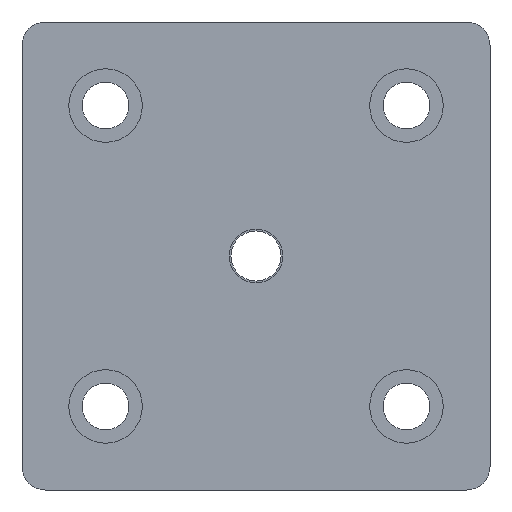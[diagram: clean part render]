
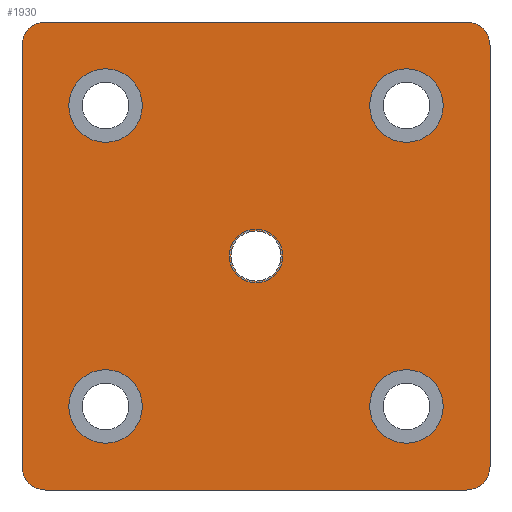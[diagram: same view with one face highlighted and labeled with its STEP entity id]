
A CAD part, left-side view. The second image highlights one B-rep face of the part: STEP entity #1930.
In plain terms, the highlighted planar face has unit normal (-1, 0, 0).
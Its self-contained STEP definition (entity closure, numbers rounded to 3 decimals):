
#1=CARTESIAN_POINT('',(0.,31.5,-31.5));
#2=DIRECTION('',(1.,0.,0.));
#3=DIRECTION('',(0.,0.,-1.));
#4=AXIS2_PLACEMENT_3D('',#1,#2,#3);
#6=DIRECTION('',(0.,0.,1.));
#7=VECTOR('',#6,63.);
#8=CARTESIAN_POINT('',(0.,35.,-31.5));
#9=LINE('',#8,#7);
#10=CARTESIAN_POINT('',(0.,31.5,31.5));
#11=DIRECTION('',(1.,0.,0.));
#12=DIRECTION('',(0.,1.,0.));
#13=AXIS2_PLACEMENT_3D('',#10,#11,#12);
#15=DIRECTION('',(0.,-1.,0.));
#16=VECTOR('',#15,63.);
#17=CARTESIAN_POINT('',(0.,31.5,35.));
#18=LINE('',#17,#16);
#19=CARTESIAN_POINT('',(0.,-31.5,31.5));
#20=DIRECTION('',(1.,0.,0.));
#21=DIRECTION('',(0.,0.,1.));
#22=AXIS2_PLACEMENT_3D('',#19,#20,#21);
#24=DIRECTION('',(0.,0.,-1.));
#25=VECTOR('',#24,63.);
#26=CARTESIAN_POINT('',(0.,-35.,31.5));
#27=LINE('',#26,#25);
#28=CARTESIAN_POINT('',(0.,-31.5,-31.5));
#29=DIRECTION('',(1.,0.,0.));
#30=DIRECTION('',(0.,-1.,0.));
#31=AXIS2_PLACEMENT_3D('',#28,#29,#30);
#33=DIRECTION('',(0.,1.,0.));
#34=VECTOR('',#33,63.);
#35=CARTESIAN_POINT('',(0.,-31.5,-35.));
#36=LINE('',#35,#34);
#37=CARTESIAN_POINT('',(0.,0.,0.));
#38=DIRECTION('',(1.,0.,0.));
#39=DIRECTION('',(0.,-1.,0.));
#40=AXIS2_PLACEMENT_3D('',#37,#38,#39);
#42=CARTESIAN_POINT('',(0.,0.,0.));
#43=DIRECTION('',(1.,0.,0.));
#44=DIRECTION('',(0.,1.,0.));
#45=AXIS2_PLACEMENT_3D('',#42,#43,#44);
#47=CARTESIAN_POINT('',(0.,-22.5,-22.5));
#48=DIRECTION('',(-1.,0.,0.));
#49=DIRECTION('',(0.,1.,0.));
#50=AXIS2_PLACEMENT_3D('',#47,#48,#49);
#52=CARTESIAN_POINT('',(0.,-22.5,-22.5));
#53=DIRECTION('',(-1.,0.,0.));
#54=DIRECTION('',(0.,-1.,0.));
#55=AXIS2_PLACEMENT_3D('',#52,#53,#54);
#57=CARTESIAN_POINT('',(0.,22.5,-22.5));
#58=DIRECTION('',(-1.,0.,0.));
#59=DIRECTION('',(0.,1.,0.));
#60=AXIS2_PLACEMENT_3D('',#57,#58,#59);
#62=CARTESIAN_POINT('',(0.,22.5,-22.5));
#63=DIRECTION('',(-1.,0.,0.));
#64=DIRECTION('',(0.,-1.,0.));
#65=AXIS2_PLACEMENT_3D('',#62,#63,#64);
#67=CARTESIAN_POINT('',(0.,22.5,22.5));
#68=DIRECTION('',(-1.,0.,0.));
#69=DIRECTION('',(0.,1.,0.));
#70=AXIS2_PLACEMENT_3D('',#67,#68,#69);
#72=CARTESIAN_POINT('',(0.,22.5,22.5));
#73=DIRECTION('',(-1.,0.,0.));
#74=DIRECTION('',(0.,-1.,0.));
#75=AXIS2_PLACEMENT_3D('',#72,#73,#74);
#77=CARTESIAN_POINT('',(0.,-22.5,22.5));
#78=DIRECTION('',(-1.,0.,0.));
#79=DIRECTION('',(0.,1.,0.));
#80=AXIS2_PLACEMENT_3D('',#77,#78,#79);
#82=CARTESIAN_POINT('',(0.,-22.5,22.5));
#83=DIRECTION('',(-1.,0.,0.));
#84=DIRECTION('',(0.,-1.,0.));
#85=AXIS2_PLACEMENT_3D('',#82,#83,#84);
#1445=CARTESIAN_POINT('',(0.,31.5,-35.));
#1446=CARTESIAN_POINT('',(0.,35.,-31.5));
#1447=VERTEX_POINT('',#1445);
#1448=VERTEX_POINT('',#1446);
#1449=CARTESIAN_POINT('',(0.,35.,31.5));
#1450=VERTEX_POINT('',#1449);
#1451=CARTESIAN_POINT('',(0.,31.5,35.));
#1452=VERTEX_POINT('',#1451);
#1453=CARTESIAN_POINT('',(0.,-31.5,35.));
#1454=VERTEX_POINT('',#1453);
#1455=CARTESIAN_POINT('',(0.,-35.,31.5));
#1456=VERTEX_POINT('',#1455);
#1457=CARTESIAN_POINT('',(0.,-35.,-31.5));
#1458=VERTEX_POINT('',#1457);
#1459=CARTESIAN_POINT('',(0.,-31.5,-35.));
#1460=VERTEX_POINT('',#1459);
#1493=CARTESIAN_POINT('',(0.,-3.75,0.));
#1494=CARTESIAN_POINT('',(0.,3.75,0.));
#1495=VERTEX_POINT('',#1493);
#1496=VERTEX_POINT('',#1494);
#1517=CARTESIAN_POINT('',(0.,-17.,-22.5));
#1518=CARTESIAN_POINT('',(0.,-28.,-22.5));
#1519=VERTEX_POINT('',#1517);
#1520=VERTEX_POINT('',#1518);
#1521=CARTESIAN_POINT('',(0.,28.,-22.5));
#1522=CARTESIAN_POINT('',(0.,17.,-22.5));
#1523=VERTEX_POINT('',#1521);
#1524=VERTEX_POINT('',#1522);
#1525=CARTESIAN_POINT('',(0.,28.,22.5));
#1526=CARTESIAN_POINT('',(0.,17.,22.5));
#1527=VERTEX_POINT('',#1525);
#1528=VERTEX_POINT('',#1526);
#1529=CARTESIAN_POINT('',(0.,-17.,22.5));
#1530=CARTESIAN_POINT('',(0.,-28.,22.5));
#1531=VERTEX_POINT('',#1529);
#1532=VERTEX_POINT('',#1530);
#1877=CARTESIAN_POINT('',(0.,0.,0.));
#1878=DIRECTION('',(1.,0.,0.));
#1879=DIRECTION('',(0.,-1.,0.));
#1880=AXIS2_PLACEMENT_3D('',#1877,#1878,#1879);
#1881=PLANE('',#1880);
#1883=ORIENTED_EDGE('',*,*,#1882,.T.);
#1885=ORIENTED_EDGE('',*,*,#1884,.T.);
#1887=ORIENTED_EDGE('',*,*,#1886,.T.);
#1889=ORIENTED_EDGE('',*,*,#1888,.T.);
#1891=ORIENTED_EDGE('',*,*,#1890,.T.);
#1893=ORIENTED_EDGE('',*,*,#1892,.T.);
#1895=ORIENTED_EDGE('',*,*,#1894,.T.);
#1897=ORIENTED_EDGE('',*,*,#1896,.T.);
#1898=EDGE_LOOP('',(#1883,#1885,#1887,#1889,#1891,#1893,#1895,#1897));
#1899=FACE_OUTER_BOUND('',#1898,.F.);
#1901=ORIENTED_EDGE('',*,*,#1900,.F.);
#1903=ORIENTED_EDGE('',*,*,#1902,.F.);
#1904=EDGE_LOOP('',(#1901,#1903));
#1905=FACE_BOUND('',#1904,.F.);
#1907=ORIENTED_EDGE('',*,*,#1906,.T.);
#1909=ORIENTED_EDGE('',*,*,#1908,.T.);
#1910=EDGE_LOOP('',(#1907,#1909));
#1911=FACE_BOUND('',#1910,.F.);
#1913=ORIENTED_EDGE('',*,*,#1912,.T.);
#1915=ORIENTED_EDGE('',*,*,#1914,.T.);
#1916=EDGE_LOOP('',(#1913,#1915));
#1917=FACE_BOUND('',#1916,.F.);
#1919=ORIENTED_EDGE('',*,*,#1918,.T.);
#1921=ORIENTED_EDGE('',*,*,#1920,.T.);
#1922=EDGE_LOOP('',(#1919,#1921));
#1923=FACE_BOUND('',#1922,.F.);
#1925=ORIENTED_EDGE('',*,*,#1924,.T.);
#1927=ORIENTED_EDGE('',*,*,#1926,.T.);
#1928=EDGE_LOOP('',(#1925,#1927));
#1929=FACE_BOUND('',#1928,.F.);
#1930=ADVANCED_FACE('',(#1899,#1905,#1911,#1917,#1923,#1929),#1881,.F.);
#5=CIRCLE('',#4,3.5);
#14=CIRCLE('',#13,3.5);
#23=CIRCLE('',#22,3.5);
#32=CIRCLE('',#31,3.5);
#41=CIRCLE('',#40,3.75);
#46=CIRCLE('',#45,3.75);
#51=CIRCLE('',#50,5.5);
#56=CIRCLE('',#55,5.5);
#61=CIRCLE('',#60,5.5);
#66=CIRCLE('',#65,5.5);
#71=CIRCLE('',#70,5.5);
#76=CIRCLE('',#75,5.5);
#81=CIRCLE('',#80,5.5);
#86=CIRCLE('',#85,5.5);
#1882=EDGE_CURVE('',#1447,#1448,#5,.T.);
#1884=EDGE_CURVE('',#1448,#1450,#9,.T.);
#1886=EDGE_CURVE('',#1450,#1452,#14,.T.);
#1888=EDGE_CURVE('',#1452,#1454,#18,.T.);
#1890=EDGE_CURVE('',#1454,#1456,#23,.T.);
#1892=EDGE_CURVE('',#1456,#1458,#27,.T.);
#1894=EDGE_CURVE('',#1458,#1460,#32,.T.);
#1896=EDGE_CURVE('',#1460,#1447,#36,.T.);
#1900=EDGE_CURVE('',#1495,#1496,#41,.T.);
#1902=EDGE_CURVE('',#1496,#1495,#46,.T.);
#1906=EDGE_CURVE('',#1519,#1520,#51,.T.);
#1908=EDGE_CURVE('',#1520,#1519,#56,.T.);
#1912=EDGE_CURVE('',#1523,#1524,#61,.T.);
#1914=EDGE_CURVE('',#1524,#1523,#66,.T.);
#1918=EDGE_CURVE('',#1527,#1528,#71,.T.);
#1920=EDGE_CURVE('',#1528,#1527,#76,.T.);
#1924=EDGE_CURVE('',#1531,#1532,#81,.T.);
#1926=EDGE_CURVE('',#1532,#1531,#86,.T.);
